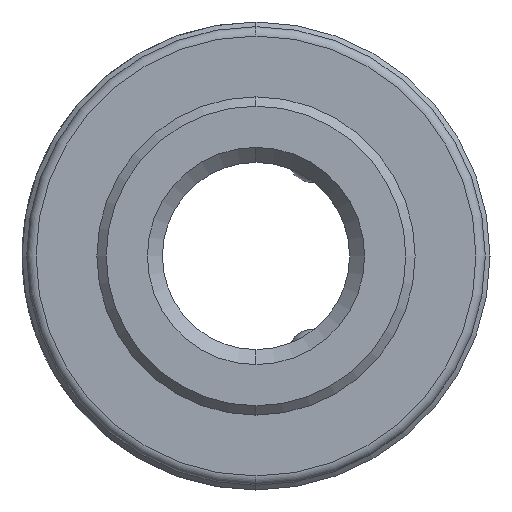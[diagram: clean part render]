
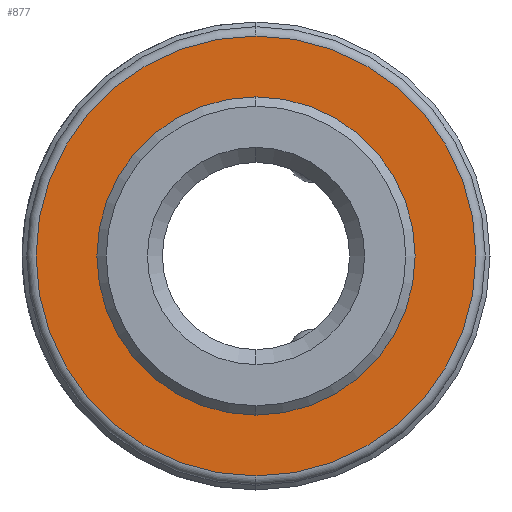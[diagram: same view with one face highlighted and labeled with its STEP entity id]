
A CAD part, left-side view. The second image highlights one B-rep face of the part: STEP entity #877.
In plain terms, the highlighted planar face has unit normal (-1, 0, 0).
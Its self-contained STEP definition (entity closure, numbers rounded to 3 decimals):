
#40 = ORIENTED_EDGE ( 'NONE', *, *, #1027, .T. ) ;
#42 = VERTEX_POINT ( 'NONE', #1225 ) ;
#98 = DIRECTION ( 'NONE',  ( -1., 0., 0. ) ) ;
#114 = VERTEX_POINT ( 'NONE', #919 ) ;
#125 = CARTESIAN_POINT ( 'NONE',  ( -34., 0., 11.75 ) ) ;
#135 = CIRCLE ( 'NONE', #1060, 7.808 ) ;
#219 = DIRECTION ( 'NONE',  ( 1., 0., 0. ) ) ;
#257 = DIRECTION ( 'NONE',  ( -1., 0., 0. ) ) ;
#309 = CIRCLE ( 'NONE', #492, 11.75 ) ;
#345 = VERTEX_POINT ( 'NONE', #1454 ) ;
#363 = CARTESIAN_POINT ( 'NONE',  ( -34., 0., 0. ) ) ;
#370 = CARTESIAN_POINT ( 'NONE',  ( -34., 0., 0. ) ) ;
#421 = FACE_OUTER_BOUND ( 'NONE', #934, .T. ) ;
#486 = DIRECTION ( 'NONE',  ( 0., 0., 1. ) ) ;
#492 = AXIS2_PLACEMENT_3D ( 'NONE', #363, #1178, #486 ) ;
#493 = DIRECTION ( 'NONE',  ( 0., 0., 1. ) ) ;
#694 = PLANE ( 'NONE',  #1299 ) ;
#783 = CIRCLE ( 'NONE', #1189, 11.75 ) ;
#812 = CARTESIAN_POINT ( 'NONE',  ( -34., 0., 0. ) ) ;
#876 = EDGE_CURVE ( 'NONE', #114, #42, #135, .T. ) ;
#877 = ADVANCED_FACE ( 'NONE', ( #1355, #421 ), #694, .F. ) ;
#919 = CARTESIAN_POINT ( 'NONE',  ( -34., 0., -7.808 ) ) ;
#921 = DIRECTION ( 'NONE',  ( 0., 0., 1. ) ) ;
#934 = EDGE_LOOP ( 'NONE', ( #1056, #40 ) ) ;
#954 = CARTESIAN_POINT ( 'NONE',  ( -34., 0., 0. ) ) ;
#966 = ORIENTED_EDGE ( 'NONE', *, *, #1175, .F. ) ;
#1027 = EDGE_CURVE ( 'NONE', #345, #1164, #309, .T. ) ;
#1037 = DIRECTION ( 'NONE',  ( 0., 0., -1. ) ) ;
#1056 = ORIENTED_EDGE ( 'NONE', *, *, #1138, .T. ) ;
#1060 = AXIS2_PLACEMENT_3D ( 'NONE', #812, #98, #921 ) ;
#1072 = DIRECTION ( 'NONE',  ( 0., 0., 1. ) ) ;
#1075 = EDGE_LOOP ( 'NONE', ( #966, #1518 ) ) ;
#1116 = AXIS2_PLACEMENT_3D ( 'NONE', #954, #257, #1072 ) ;
#1138 = EDGE_CURVE ( 'NONE', #1164, #345, #783, .T. ) ;
#1164 = VERTEX_POINT ( 'NONE', #125 ) ;
#1175 = EDGE_CURVE ( 'NONE', #42, #114, #1407, .T. ) ;
#1178 = DIRECTION ( 'NONE',  ( -1., 0., 0. ) ) ;
#1185 = DIRECTION ( 'NONE',  ( -1., 0., 0. ) ) ;
#1189 = AXIS2_PLACEMENT_3D ( 'NONE', #370, #1185, #493 ) ;
#1225 = CARTESIAN_POINT ( 'NONE',  ( -34., 0., 7.808 ) ) ;
#1272 = CARTESIAN_POINT ( 'NONE',  ( -34., 7.808, 0. ) ) ;
#1299 = AXIS2_PLACEMENT_3D ( 'NONE', #1272, #219, #1037 ) ;
#1355 = FACE_BOUND ( 'NONE', #1075, .T. ) ;
#1407 = CIRCLE ( 'NONE', #1116, 7.808 ) ;
#1454 = CARTESIAN_POINT ( 'NONE',  ( -34., 0., -11.75 ) ) ;
#1518 = ORIENTED_EDGE ( 'NONE', *, *, #876, .F. ) ;
